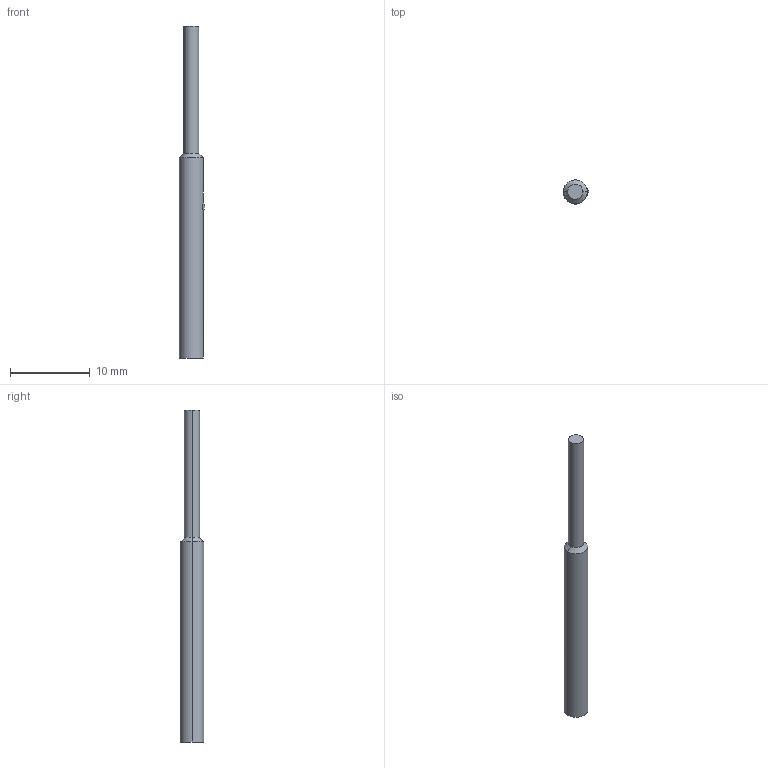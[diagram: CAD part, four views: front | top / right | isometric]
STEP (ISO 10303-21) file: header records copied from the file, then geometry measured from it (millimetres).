
FILE_DESCRIPTION (( 'STEP AP214' ), '1' );
FILE_NAME ('D3.STEP', '2015-09-23T08:20:22', ( '' ), ( '' ), 'SwSTEP 2.0', 'SolidWorks 2013', '' );
FILE_SCHEMA (( 'AUTOMOTIVE_DESIGN' ));
Length unit declared in the file: millimetre
Products named in the file (1): D3
Bounding box: 3.17 x 3 x 41.72 mm (x, y, z)
Volume: 225.7 mm3; surface area: 359.3 mm2
Topology: 1 solids, 1 shells, 17 faces, 33 edges, 20 vertices
Faces by surface type: cylinder 10, plane 4, cone 2, bspline 1
Entity records: 647 total; most frequent: CARTESIAN_POINT 194, DIRECTION 79, ORIENTED_EDGE 66, EDGE_CURVE 33, AXIS2_PLACEMENT_3D 33, VERTEX_POINT 20, EDGE_LOOP 19, ADVANCED_FACE 17
